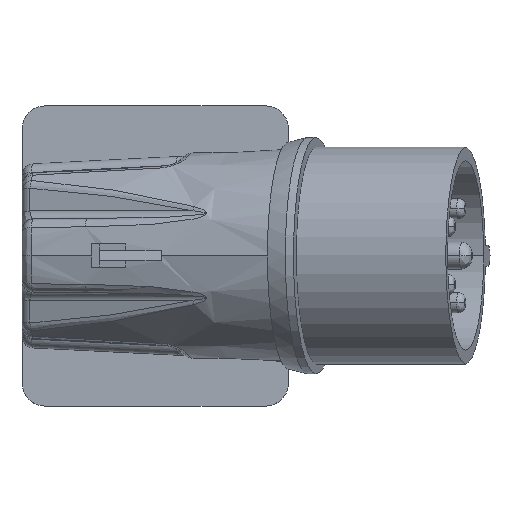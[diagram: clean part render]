
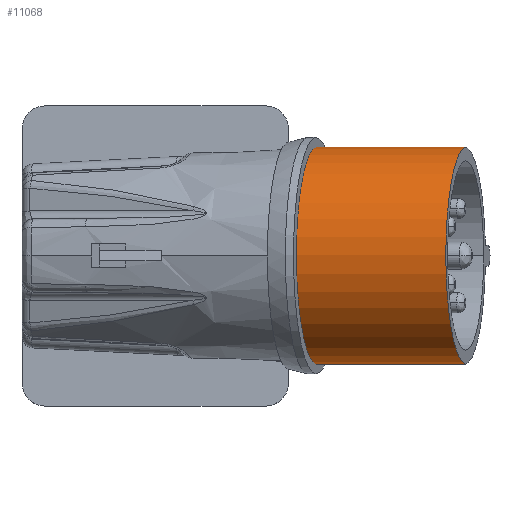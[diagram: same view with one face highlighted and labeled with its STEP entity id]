
A CAD part, top view. The second image highlights one B-rep face of the part: STEP entity #11068.
In plain terms, the highlighted cylindrical face has radius 32.4 mm (diameter 64.8 mm), a partial arc.
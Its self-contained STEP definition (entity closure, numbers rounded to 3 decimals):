
#8140=CARTESIAN_POINT('',(15.143,37.588,59.633));
#8141=DIRECTION('',(-0.979,0.029,-0.203));
#8142=DIRECTION('',(-0.039,-0.998,0.045));
#8143=AXIS2_PLACEMENT_3D('',#8140,#8141,#8142);
#8154=DIRECTION('',(0.979,-0.029,0.203));
#8155=VECTOR('',#8154,45.4);
#8156=CARTESIAN_POINT('',(15.79,69.948,61.101));
#8157=LINE('',#8156,#8155);
#8208=CARTESIAN_POINT('',(59.577,36.28,68.857));
#8209=DIRECTION('',(0.979,-0.029,0.203));
#8210=DIRECTION('',(0.02,0.999,0.045));
#8211=AXIS2_PLACEMENT_3D('',#8208,#8209,#8210);
#8591=DIRECTION('',(0.979,-0.029,0.203));
#8592=VECTOR('',#8591,45.4);
#8593=CARTESIAN_POINT('',(13.886,5.245,61.101));
#8594=LINE('',#8593,#8592);
#9650=CARTESIAN_POINT('',(15.79,69.948,61.101));
#9651=CARTESIAN_POINT('',(13.886,5.245,61.101));
#9652=VERTEX_POINT('',#9650);
#9653=VERTEX_POINT('',#9651);
#9654=CARTESIAN_POINT('',(60.224,68.64,70.326));
#9655=CARTESIAN_POINT('',(58.32,3.938,70.326));
#9656=VERTEX_POINT('',#9654);
#9657=VERTEX_POINT('',#9655);
#11057=CARTESIAN_POINT('',(15.143,37.588,59.633));
#11058=DIRECTION('',(0.979,-0.029,0.203));
#11059=DIRECTION('',(0.203,-0.006,-0.979));
#11060=AXIS2_PLACEMENT_3D('',#11057,#11058,#11059);
#11061=CYLINDRICAL_SURFACE('',#11060,32.4);
#11062=ORIENTED_EDGE('',*,*,#10207,.T.);
#11063=ORIENTED_EDGE('',*,*,#10157,.F.);
#11064=ORIENTED_EDGE('',*,*,#10138,.T.);
#11065=ORIENTED_EDGE('',*,*,#10154,.T.);
#11066=EDGE_LOOP('',(#11062,#11063,#11064,#11065));
#11067=FACE_OUTER_BOUND('',#11066,.F.);
#11068=ADVANCED_FACE('',(#11067),#11061,.T.);
#8144=CIRCLE('',#8143,32.4);
#8212=CIRCLE('',#8211,32.4);
#10138=EDGE_CURVE('',#9653,#9652,#8144,.T.);
#10154=EDGE_CURVE('',#9652,#9656,#8157,.T.);
#10157=EDGE_CURVE('',#9653,#9657,#8594,.T.);
#10207=EDGE_CURVE('',#9656,#9657,#8212,.T.);
